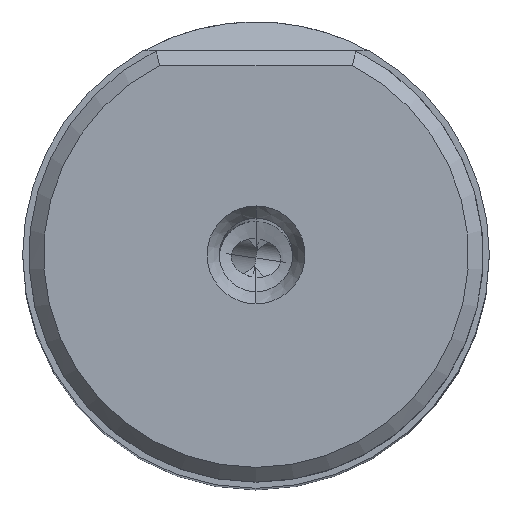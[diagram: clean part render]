
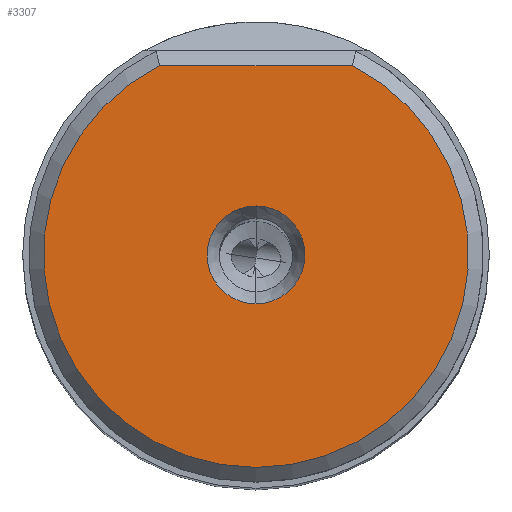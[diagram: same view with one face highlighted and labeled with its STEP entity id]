
A CAD part, top view. The second image highlights one B-rep face of the part: STEP entity #3307.
In plain terms, the highlighted planar face has unit normal (0, 0, 1).
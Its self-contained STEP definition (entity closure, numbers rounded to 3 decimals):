
#1379=LINE('',#20572,#2082);
#2082=VECTOR('',#15412,1.);
#3307=ADVANCED_FACE('',(#4216,#4217),#3982,.T.);
#3982=PLANE('',#13762);
#4216=FACE_BOUND('',#4293,.T.);
#4217=FACE_BOUND('',#4294,.T.);
#4293=EDGE_LOOP('',(#5152,#5153,#5154));
#4294=EDGE_LOOP('',(#5155,#5156));
#5152=ORIENTED_EDGE('',*,*,#10662,.F.);
#5153=ORIENTED_EDGE('',*,*,#10663,.F.);
#5154=ORIENTED_EDGE('',*,*,#10664,.T.);
#5155=ORIENTED_EDGE('',*,*,#10665,.F.);
#5156=ORIENTED_EDGE('',*,*,#10661,.F.);
#9230=VERTEX_POINT('',#20562);
#9231=VERTEX_POINT('',#20564);
#9232=VERTEX_POINT('',#20568);
#9233=VERTEX_POINT('',#20569);
#9234=VERTEX_POINT('',#20571);
#10661=EDGE_CURVE('',#9231,#9230,#12639,.T.);
#10662=EDGE_CURVE('',#9232,#9233,#12640,.T.);
#10663=EDGE_CURVE('',#9234,#9232,#12641,.T.);
#10664=EDGE_CURVE('',#9234,#9233,#1379,.T.);
#10665=EDGE_CURVE('',#9230,#9231,#12642,.T.);
#12639=CIRCLE('',#13757,4.);
#12640=CIRCLE('',#13759,17.35);
#12641=CIRCLE('',#13760,17.35);
#12642=CIRCLE('',#13761,4.);
#13757=AXIS2_PLACEMENT_3D('',#20565,#15404,#15405);
#13759=AXIS2_PLACEMENT_3D('',#20567,#15408,#15409);
#13760=AXIS2_PLACEMENT_3D('',#20570,#15410,#15411);
#13761=AXIS2_PLACEMENT_3D('',#20573,#15413,#15414);
#13762=AXIS2_PLACEMENT_3D('',#20574,#15415,#15416);
#15404=DIRECTION('',(0.,0.,1.));
#15405=DIRECTION('',(0.,-1.,0.));
#15408=DIRECTION('',(0.,0.,-1.));
#15409=DIRECTION('',(0.,-1.,0.));
#15410=DIRECTION('',(0.,0.,-1.));
#15411=DIRECTION('',(0.454,0.891,0.));
#15412=DIRECTION('',(-1.,0.,0.));
#15413=DIRECTION('',(0.,0.,1.));
#15414=DIRECTION('',(0.,1.,0.));
#15415=DIRECTION('',(0.,0.,1.));
#15416=DIRECTION('',(1.,0.,0.));
#20562=CARTESIAN_POINT('',(0.,4.,0.));
#20564=CARTESIAN_POINT('',(0.,-4.,0.));
#20565=CARTESIAN_POINT('',(0.,0.,0.));
#20567=CARTESIAN_POINT('',(0.,0.,0.));
#20568=CARTESIAN_POINT('',(0.,-17.35,0.));
#20569=CARTESIAN_POINT('',(-7.871,15.462,0.));
#20570=CARTESIAN_POINT('',(0.,0.,0.));
#20571=CARTESIAN_POINT('',(7.871,15.462,0.));
#20572=CARTESIAN_POINT('',(7.871,15.462,0.));
#20573=CARTESIAN_POINT('',(0.,0.,0.));
#20574=CARTESIAN_POINT('',(0.,-0.944,0.));
